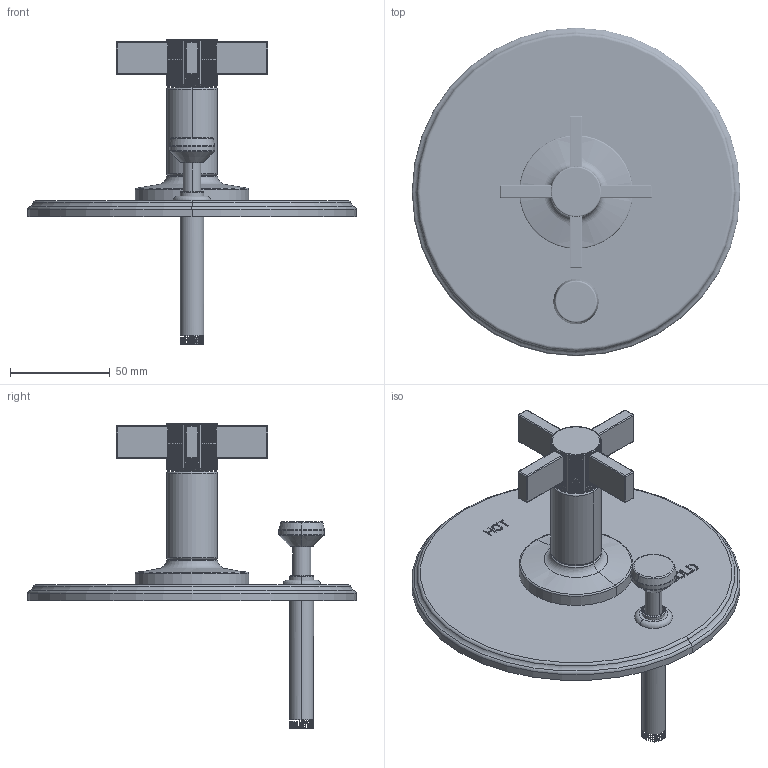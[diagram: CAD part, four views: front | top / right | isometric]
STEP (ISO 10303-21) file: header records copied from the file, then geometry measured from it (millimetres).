
FILE_DESCRIPTION((''),'2;1');
FILE_NAME('5-3242BP_ASM','2019-11-11T07:41:24',('rsmith'),(''),'CREO PARAMETRIC BY PTC INC, 2018400','CREO PARAMETRIC BY PTC INC, 2018400','');
FILE_SCHEMA(('CONFIG_CONTROL_DESIGN'));
Length unit declared in the file: inch
Products named in the file (25): 11118_AF0; 91033; H-78; 2-438_AF0_ASM; 91065_AF0; 10497_AF0; 10496_AF0; 10498; 2-217_AF0_ASM; 13118; 91773; 20-431_ASM; 13119; 91017; 12506; 91049; 91371; 92399; 13122; 13123; 92984; 91018; 20-426_ASM; 3-645_ASM; 5-3242BP_ASM
Assembly tree (31 placements, depth 4):
  5-3242BP_ASM
    2-438_AF0_ASM
      11118_AF0
      91033
      H-78
    2-217_AF0_ASM
      91065_AF0
      10497_AF0
      10496_AF0
      10498
    3-645_ASM
      20-431_ASM
        13118
        91773
      20-426_ASM
        13119
        91017  x2
        12506
        91049
        91371
        92399
        13122
        13123  x4
        92984  x4
        91018
Bounding box: 165.1 x 165.1 x 153.7 mm (x, y, z)
Volume: 90282.6 mm3; surface area: 136130.2 mm2
Topology: 26 solids, 49 shells, 2681 faces, 7466 edges, 4870 vertices
Faces by surface type: plane 1076, cylinder 1014, bspline 256, cone 139, torus 128, sphere 64, extrusion 4
Entity records: 219423 total; most frequent: CARTESIAN_POINT 161960, ORIENTED_EDGE 12823, DIRECTION 10184, EDGE_CURVE 6656, VERTEX_POINT 4403, AXIS2_PLACEMENT_3D 3552, VECTOR 3080, LINE 3076
